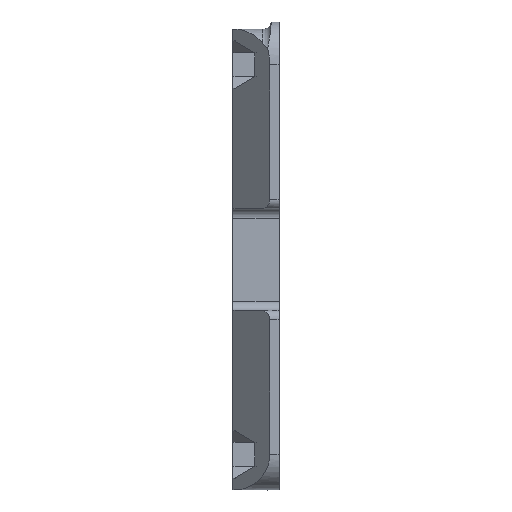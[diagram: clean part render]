
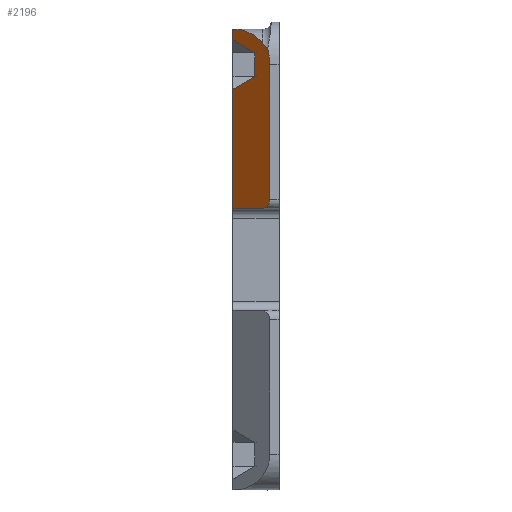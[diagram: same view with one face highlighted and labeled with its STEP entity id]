
A CAD part, left-side view. The second image highlights one B-rep face of the part: STEP entity #2196.
In plain terms, the highlighted planar face has unit normal (-0.707, 0.707, 0).
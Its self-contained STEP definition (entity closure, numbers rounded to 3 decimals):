
#28 = EDGE_CURVE ( 'NONE', #6577, #7437, #1276, .T. ) ;
#146 = ORIENTED_EDGE ( 'NONE', *, *, #416, .F. ) ;
#156 = FACE_OUTER_BOUND ( 'NONE', #7077, .T. ) ;
#223 = VECTOR ( 'NONE', #2826, 1000. ) ;
#241 = CARTESIAN_POINT ( 'NONE',  ( -21., 3., 23.657 ) ) ;
#259 = VECTOR ( 'NONE', #1165, 1000. ) ;
#391 = CARTESIAN_POINT ( 'NONE',  ( -25., -1., 21.139 ) ) ;
#416 = EDGE_CURVE ( 'NONE', #2088, #4287, #1723, .T. ) ;
#565 = CARTESIAN_POINT ( 'NONE',  ( -24.747, -0.747, 22.921 ) ) ;
#618 = CARTESIAN_POINT ( 'NONE',  ( -25., -1., 21.139 ) ) ;
#647 = ORIENTED_EDGE ( 'NONE', *, *, #4311, .F. ) ;
#648 = ORIENTED_EDGE ( 'NONE', *, *, #3007, .F. ) ;
#741 = CARTESIAN_POINT ( 'NONE',  ( -24.369, -0.369, 23.276 ) ) ;
#889 = ORIENTED_EDGE ( 'NONE', *, *, #3839, .F. ) ;
#976 = LINE ( 'NONE', #3281, #3399 ) ;
#1069 = VERTEX_POINT ( 'NONE', #1548 ) ;
#1087 =( BOUNDED_CURVE ( )  B_SPLINE_CURVE ( 3, ( #6543, #4795, #1377, #2972 ),
 .UNSPECIFIED., .F., .F. ) 
 B_SPLINE_CURVE_WITH_KNOTS ( ( 4, 4 ),
 ( 0., 1.571 ),
 .UNSPECIFIED. ) 
 CURVE ( )  GEOMETRIC_REPRESENTATION_ITEM ( )  RATIONAL_B_SPLINE_CURVE ( ( 1., 0.805, 0.805, 1. ) ) 
 REPRESENTATION_ITEM ( '' )  );
#1165 = DIRECTION ( 'NONE',  ( 0.707, 0.707, 0. ) ) ;
#1187 = CARTESIAN_POINT ( 'NONE',  ( -24.747, -0.747, 22.921 ) ) ;
#1191 = CARTESIAN_POINT ( 'NONE',  ( -24.644, -0.644, 22.991 ) ) ;
#1276 = B_SPLINE_CURVE_WITH_KNOTS ( 'NONE', 3,
 ( #618, #4100, #6875, #3423, #5702, #1187 ),
 .UNSPECIFIED., .F., .F.,
 ( 4, 2, 4 ),
 ( 0., 0.001, 0.002 ),
 .UNSPECIFIED. ) ;
#1349 = CARTESIAN_POINT ( 'NONE',  ( -23.389, 0.611, 19.84 ) ) ;
#1377 = CARTESIAN_POINT ( 'NONE',  ( -24.586, -0.586, 5.5 ) ) ;
#1496 = DIRECTION ( 'NONE',  ( 0.655, 0.655, 0.378 ) ) ;
#1548 = CARTESIAN_POINT ( 'NONE',  ( -25., -1., 6.5 ) ) ;
#1602 = CARTESIAN_POINT ( 'NONE',  ( -6.146, 17.854, 15.081 ) ) ;
#1676 = EDGE_CURVE ( 'NONE', #4287, #1739, #7199, .T. ) ;
#1680 = ORIENTED_EDGE ( 'NONE', *, *, #5256, .F. ) ;
#1723 = LINE ( 'NONE', #3434, #223 ) ;
#1739 = VERTEX_POINT ( 'NONE', #6862 ) ;
#1813 = PLANE ( 'NONE',  #3753 ) ;
#1842 = CARTESIAN_POINT ( 'NONE',  ( -24.2, -0.2, 23.492 ) ) ;
#1874 = CARTESIAN_POINT ( 'NONE',  ( -24.747, -0.747, 22.921 ) ) ;
#1913 = CARTESIAN_POINT ( 'NONE',  ( -23.424, 0.576, 24.501 ) ) ;
#1947 = CARTESIAN_POINT ( 'NONE',  ( -21., 3., 21.139 ) ) ;
#1968 = CARTESIAN_POINT ( 'NONE',  ( -21.139, 2.861, 23.737 ) ) ;
#1981 = VECTOR ( 'NONE', #7147, 1000. ) ;
#2088 = VERTEX_POINT ( 'NONE', #7070 ) ;
#2196 = ADVANCED_FACE ( 'NONE', ( #156 ), #1813, .T. ) ;
#2415 = CARTESIAN_POINT ( 'NONE',  ( -22.272, 1.728, 25.043 ) ) ;
#2424 = ORIENTED_EDGE ( 'NONE', *, *, #28, .T. ) ;
#2449 = CARTESIAN_POINT ( 'NONE',  ( -24.503, -0.503, 23.126 ) ) ;
#2469 = CARTESIAN_POINT ( 'NONE',  ( -24.2, -0.2, 23.492 ) ) ;
#2560 = LINE ( 'NONE', #1947, #1981 ) ;
#2826 = DIRECTION ( 'NONE',  ( -0.655, -0.655, 0.378 ) ) ;
#2887 = CARTESIAN_POINT ( 'NONE',  ( -21., 3., 5.5 ) ) ;
#2972 = CARTESIAN_POINT ( 'NONE',  ( -24., 0., 5.5 ) ) ;
#3003 = LINE ( 'NONE', #6497, #4373 ) ;
#3007 = EDGE_CURVE ( 'NONE', #3640, #3763, #5908, .T. ) ;
#3014 = CARTESIAN_POINT ( 'NONE',  ( -24.693, -0.693, 22.95 ) ) ;
#3047 = ORIENTED_EDGE ( 'NONE', *, *, #4662, .F. ) ;
#3062 = CARTESIAN_POINT ( 'NONE',  ( -21., 3., 24.997 ) ) ;
#3081 = CARTESIAN_POINT ( 'NONE',  ( -21., 3., 24.997 ) ) ;
#3161 = VECTOR ( 'NONE', #7362, 1000. ) ;
#3253 = ORIENTED_EDGE ( 'NONE', *, *, #4469, .F. ) ;
#3258 = ORIENTED_EDGE ( 'NONE', *, *, #3982, .F. ) ;
#3281 = CARTESIAN_POINT ( 'NONE',  ( -17.893, 6.107, 25.611 ) ) ;
#3399 = VECTOR ( 'NONE', #1496, 1000. ) ;
#3423 = CARTESIAN_POINT ( 'NONE',  ( -24.899, -0.899, 22.344 ) ) ;
#3434 = CARTESIAN_POINT ( 'NONE',  ( -7.432, 16.568, 10.627 ) ) ;
#3591 = B_SPLINE_CURVE_WITH_KNOTS ( 'NONE', 3,
 ( #1874, #3014, #1191, #6440, #2449, #741, #6919, #4037 ),
 .UNSPECIFIED., .F., .F.,
 ( 4, 2, 2, 4 ),
 ( 0., 0., 0., 0.001 ),
 .UNSPECIFIED. ) ;
#3640 = VERTEX_POINT ( 'NONE', #5155 ) ;
#3652 = VECTOR ( 'NONE', #6113, 1000. ) ;
#3753 = AXIS2_PLACEMENT_3D ( 'NONE', #6531, #5804, #5334 ) ;
#3763 = VERTEX_POINT ( 'NONE', #2887 ) ;
#3839 = EDGE_CURVE ( 'NONE', #6577, #1069, #3003, .T. ) ;
#3842 = LINE ( 'NONE', #4437, #3652 ) ;
#3982 = EDGE_CURVE ( 'NONE', #1739, #6954, #976, .T. ) ;
#4037 = CARTESIAN_POINT ( 'NONE',  ( -24.2, -0.2, 23.492 ) ) ;
#4100 = CARTESIAN_POINT ( 'NONE',  ( -25., -1., 21.446 ) ) ;
#4143 = VERTEX_POINT ( 'NONE', #5237 ) ;
#4287 = VERTEX_POINT ( 'NONE', #1349 ) ;
#4311 = EDGE_CURVE ( 'NONE', #4692, #7040, #6239, .T. ) ;
#4370 = CARTESIAN_POINT ( 'NONE',  ( -23.389, 0.611, 0. ) ) ;
#4373 = VECTOR ( 'NONE', #5298, 1000. ) ;
#4437 = CARTESIAN_POINT ( 'NONE',  ( -21., 3., 21.139 ) ) ;
#4469 = EDGE_CURVE ( 'NONE', #4143, #2088, #5228, .T. ) ;
#4530 = LINE ( 'NONE', #1602, #3161 ) ;
#4566 = ORIENTED_EDGE ( 'NONE', *, *, #7377, .F. ) ;
#4662 = EDGE_CURVE ( 'NONE', #1069, #3640, #1087, .T. ) ;
#4666 = CARTESIAN_POINT ( 'NONE',  ( -10.5, 13.5, 5.5 ) ) ;
#4692 = VERTEX_POINT ( 'NONE', #3081 ) ;
#4795 = CARTESIAN_POINT ( 'NONE',  ( -25., -1., 5.914 ) ) ;
#4848 = EDGE_CURVE ( 'NONE', #5868, #4692, #3842, .T. ) ;
#5155 = CARTESIAN_POINT ( 'NONE',  ( -24., 0., 5.5 ) ) ;
#5228 = LINE ( 'NONE', #6317, #5549 ) ;
#5237 = CARTESIAN_POINT ( 'NONE',  ( -21., 3., 18.621 ) ) ;
#5256 = EDGE_CURVE ( 'NONE', #6954, #5868, #4530, .T. ) ;
#5298 = DIRECTION ( 'NONE',  ( 0., 0., -1. ) ) ;
#5334 = DIRECTION ( 'NONE',  ( 0., 0., -1. ) ) ;
#5517 = ORIENTED_EDGE ( 'NONE', *, *, #1676, .F. ) ;
#5549 = VECTOR ( 'NONE', #6874, 1000. ) ;
#5690 = ORIENTED_EDGE ( 'NONE', *, *, #7175, .T. ) ;
#5702 = CARTESIAN_POINT ( 'NONE',  ( -24.835, -0.835, 22.64 ) ) ;
#5804 = DIRECTION ( 'NONE',  ( -0.707, 0.707, 0. ) ) ;
#5868 = VERTEX_POINT ( 'NONE', #241 ) ;
#5908 = LINE ( 'NONE', #4666, #259 ) ;
#6076 = DIRECTION ( 'NONE',  ( 0., 0., 1. ) ) ;
#6113 = DIRECTION ( 'NONE',  ( 0., 0., 1. ) ) ;
#6133 = VECTOR ( 'NONE', #6076, 1000. ) ;
#6239 =( BOUNDED_CURVE ( )  B_SPLINE_CURVE ( 3, ( #3062, #2415, #1913, #1842 ),
 .UNSPECIFIED., .F., .F. ) 
 B_SPLINE_CURVE_WITH_KNOTS ( ( 4, 4 ),
 ( 4.676, 5.628 ),
 .UNSPECIFIED. ) 
 CURVE ( )  GEOMETRIC_REPRESENTATION_ITEM ( )  RATIONAL_B_SPLINE_CURVE ( ( 1., 0.926, 0.926, 1. ) ) 
 REPRESENTATION_ITEM ( '' )  );
#6317 = CARTESIAN_POINT ( 'NONE',  ( -16.608, 7.392, 21.157 ) ) ;
#6440 = CARTESIAN_POINT ( 'NONE',  ( -24.549, -0.549, 23.078 ) ) ;
#6497 = CARTESIAN_POINT ( 'NONE',  ( -25., -1., 6.5 ) ) ;
#6531 = CARTESIAN_POINT ( 'NONE',  ( -21., 3., 0. ) ) ;
#6543 = CARTESIAN_POINT ( 'NONE',  ( -25., -1., 6.5 ) ) ;
#6577 = VERTEX_POINT ( 'NONE', #391 ) ;
#6862 = CARTESIAN_POINT ( 'NONE',  ( -23.389, 0.611, 22.438 ) ) ;
#6874 = DIRECTION ( 'NONE',  ( -0.655, -0.655, -0.378 ) ) ;
#6875 = CARTESIAN_POINT ( 'NONE',  ( -24.981, -0.981, 21.749 ) ) ;
#6919 = CARTESIAN_POINT ( 'NONE',  ( -24.284, -0.284, 23.383 ) ) ;
#6954 = VERTEX_POINT ( 'NONE', #1968 ) ;
#7040 = VERTEX_POINT ( 'NONE', #2469 ) ;
#7070 = CARTESIAN_POINT ( 'NONE',  ( -21.139, 2.861, 18.541 ) ) ;
#7077 = EDGE_LOOP ( 'NONE', ( #3047, #889, #2424, #5690, #647, #7170, #1680, #3258, #5517, #146, #3253, #4566, #648 ) ) ;
#7147 = DIRECTION ( 'NONE',  ( 0., 0., 1. ) ) ;
#7170 = ORIENTED_EDGE ( 'NONE', *, *, #4848, .F. ) ;
#7175 = EDGE_CURVE ( 'NONE', #7437, #7040, #3591, .T. ) ;
#7199 = LINE ( 'NONE', #4370, #6133 ) ;
#7362 = DIRECTION ( 'NONE',  ( 0.655, 0.655, -0.378 ) ) ;
#7377 = EDGE_CURVE ( 'NONE', #3763, #4143, #2560, .T. ) ;
#7437 = VERTEX_POINT ( 'NONE', #565 ) ;
